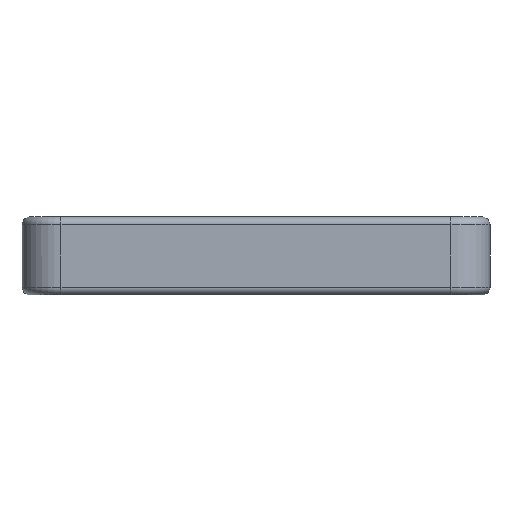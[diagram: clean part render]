
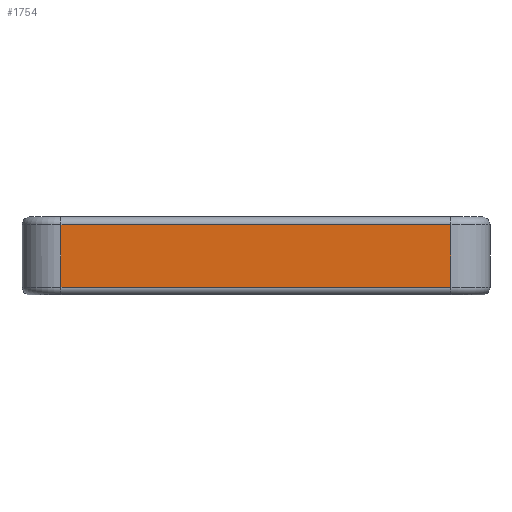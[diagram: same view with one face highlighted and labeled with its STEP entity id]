
A CAD part, left-side view. The second image highlights one B-rep face of the part: STEP entity #1754.
In plain terms, the highlighted planar face has unit normal (-1, 0, 0).
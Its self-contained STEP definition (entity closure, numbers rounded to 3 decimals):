
#59=PLANE('',#2035);
#83=LINE('',#2807,#178);
#95=LINE('',#2885,#190);
#150=LINE('',#3162,#245);
#154=LINE('',#3183,#249);
#178=VECTOR('',#2169,10.);
#190=VECTOR('',#2267,10.);
#245=VECTOR('',#2626,10.);
#249=VECTOR('',#2660,10.);
#401=FACE_OUTER_BOUND('',#530,.T.);
#530=EDGE_LOOP('',(#1599,#1600,#1601,#1602));
#753=VERTEX_POINT('',#2804);
#754=VERTEX_POINT('',#2806);
#777=VERTEX_POINT('',#2884);
#847=VERTEX_POINT('',#3160);
#916=EDGE_CURVE('',#753,#754,#83,.T.);
#954=EDGE_CURVE('',#754,#777,#95,.T.);
#1092=EDGE_CURVE('',#777,#847,#150,.T.);
#1103=EDGE_CURVE('',#753,#847,#154,.T.);
#1599=ORIENTED_EDGE('',*,*,#916,.F.);
#1600=ORIENTED_EDGE('',*,*,#1103,.T.);
#1601=ORIENTED_EDGE('',*,*,#1092,.F.);
#1602=ORIENTED_EDGE('',*,*,#954,.F.);
#1754=ADVANCED_FACE('',(#401),#59,.T.);
#2035=AXIS2_PLACEMENT_3D('',#3184,#2661,#2662);
#2169=DIRECTION('',(0.,1.,0.));
#2267=DIRECTION('',(0.,0.,1.));
#2626=DIRECTION('',(0.,-1.,0.));
#2660=DIRECTION('',(0.,0.,1.));
#2661=DIRECTION('center_axis',(-1.,0.,0.));
#2662=DIRECTION('ref_axis',(0.,-1.,0.));
#2804=CARTESIAN_POINT('',(0.,5.,1.));
#2806=CARTESIAN_POINT('',(0.,55.,1.));
#2807=CARTESIAN_POINT('',(0.,42.5,1.));
#2884=CARTESIAN_POINT('',(0.,55.,9.));
#2885=CARTESIAN_POINT('',(0.,55.,0.));
#3160=CARTESIAN_POINT('',(0.,5.,9.));
#3162=CARTESIAN_POINT('',(0.,42.5,9.));
#3183=CARTESIAN_POINT('',(0.,5.,0.));
#3184=CARTESIAN_POINT('Origin',(0.,55.,0.));
